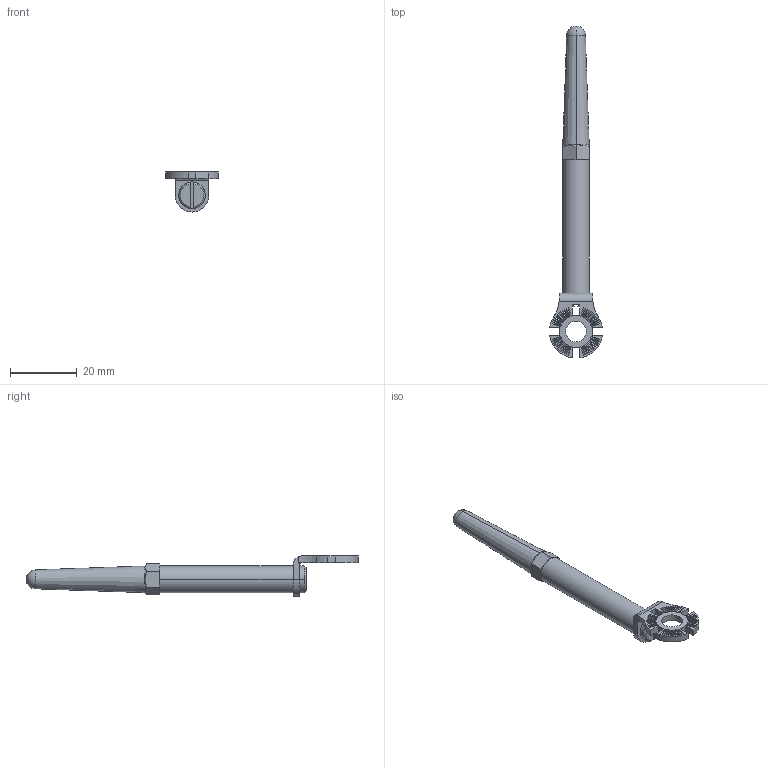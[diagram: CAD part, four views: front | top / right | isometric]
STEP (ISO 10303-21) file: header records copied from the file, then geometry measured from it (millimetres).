
FILE_DESCRIPTION(('STEP AP242'),'1');
FILE_NAME('zcky81.stp','2020-11-02T10:53:20',('TraceParts'),('TraceParts S.A.'),'Spatial InterOp 3D',' ',' ');
FILE_SCHEMA(('AP242_MANAGED_MODEL_BASED_3D_ENGINEERING_MIM_LF {1 0 10303 442 1 1 4}'));
Length unit declared in the file: millimetre
Products named in the file (1): zcky81_1
Bounding box: 15.85 x 99.42 x 12 mm (x, y, z)
Volume: 4577.3 mm3; surface area: 3315.7 mm2
Topology: 4 solids, 4 shells, 254 faces, 596 edges, 394 vertices
Faces by surface type: plane 218, cylinder 22, cone 10, torus 2, sphere 2
Entity records: 7342 total; most frequent: CARTESIAN_POINT 1408, ORIENTED_EDGE 1188, DIRECTION 1173, EDGE_CURVE 594, LINE 507, VECTOR 507, VERTEX_POINT 394, AXIS2_PLACEMENT_3D 333
